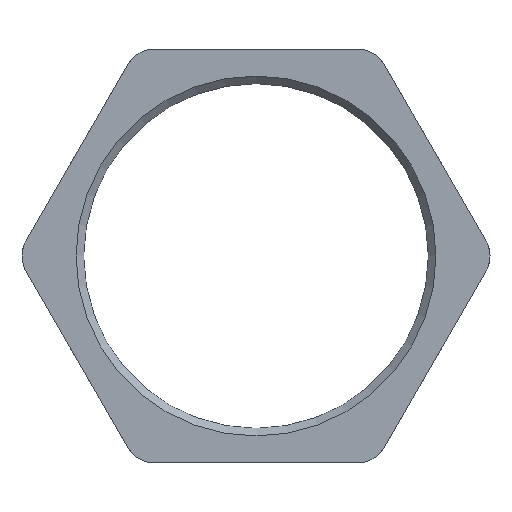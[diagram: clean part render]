
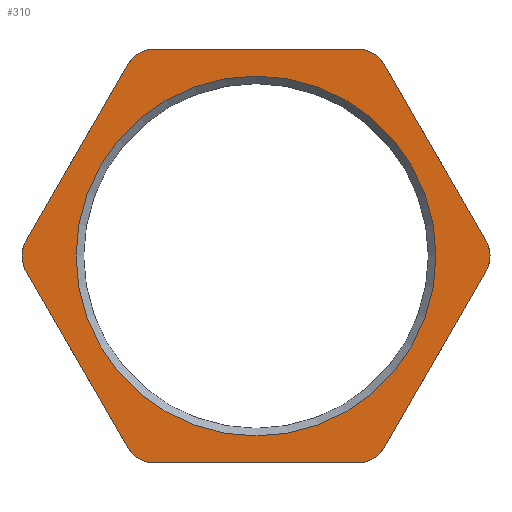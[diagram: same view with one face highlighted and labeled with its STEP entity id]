
A CAD part, front view. The second image highlights one B-rep face of the part: STEP entity #310.
In plain terms, the highlighted planar face has unit normal (0, -1, 0).
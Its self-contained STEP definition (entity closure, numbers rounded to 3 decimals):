
#24=FACE_BOUND('',#54,.T.);
#26=PLANE('',#352);
#35=FACE_OUTER_BOUND('',#53,.T.);
#53=EDGE_LOOP('',(#214,#215,#216,#217,#218,#219,#220,#221,#222,#223,#224,
#225));
#54=EDGE_LOOP('',(#226));
#81=LINE('',#482,#103);
#82=LINE('',#486,#104);
#83=LINE('',#490,#105);
#84=LINE('',#494,#106);
#85=LINE('',#498,#107);
#86=LINE('',#501,#108);
#103=VECTOR('',#389,10.);
#104=VECTOR('',#392,10.);
#105=VECTOR('',#395,10.);
#106=VECTOR('',#398,10.);
#107=VECTOR('',#401,10.);
#108=VECTOR('',#404,10.);
#123=CIRCLE('',#351,2.);
#124=CIRCLE('',#353,2.);
#125=CIRCLE('',#354,2.);
#126=CIRCLE('',#355,2.);
#127=CIRCLE('',#356,2.);
#128=CIRCLE('',#357,2.);
#129=CIRCLE('',#358,11.75);
#134=VERTEX_POINT('',#463);
#135=VERTEX_POINT('',#464);
#138=VERTEX_POINT('',#481);
#139=VERTEX_POINT('',#483);
#140=VERTEX_POINT('',#485);
#141=VERTEX_POINT('',#487);
#142=VERTEX_POINT('',#489);
#143=VERTEX_POINT('',#491);
#144=VERTEX_POINT('',#493);
#145=VERTEX_POINT('',#495);
#146=VERTEX_POINT('',#497);
#147=VERTEX_POINT('',#499);
#148=VERTEX_POINT('',#502);
#164=EDGE_CURVE('',#134,#135,#123,.T.);
#168=EDGE_CURVE('',#134,#138,#81,.T.);
#169=EDGE_CURVE('',#139,#138,#124,.T.);
#170=EDGE_CURVE('',#139,#140,#82,.T.);
#171=EDGE_CURVE('',#141,#140,#125,.T.);
#172=EDGE_CURVE('',#141,#142,#83,.T.);
#173=EDGE_CURVE('',#143,#142,#126,.T.);
#174=EDGE_CURVE('',#143,#144,#84,.T.);
#175=EDGE_CURVE('',#145,#144,#127,.T.);
#176=EDGE_CURVE('',#145,#146,#85,.T.);
#177=EDGE_CURVE('',#147,#146,#128,.T.);
#178=EDGE_CURVE('',#147,#135,#86,.T.);
#179=EDGE_CURVE('',#148,#148,#129,.T.);
#214=ORIENTED_EDGE('',*,*,#164,.F.);
#215=ORIENTED_EDGE('',*,*,#168,.T.);
#216=ORIENTED_EDGE('',*,*,#169,.F.);
#217=ORIENTED_EDGE('',*,*,#170,.T.);
#218=ORIENTED_EDGE('',*,*,#171,.F.);
#219=ORIENTED_EDGE('',*,*,#172,.T.);
#220=ORIENTED_EDGE('',*,*,#173,.F.);
#221=ORIENTED_EDGE('',*,*,#174,.T.);
#222=ORIENTED_EDGE('',*,*,#175,.F.);
#223=ORIENTED_EDGE('',*,*,#176,.T.);
#224=ORIENTED_EDGE('',*,*,#177,.F.);
#225=ORIENTED_EDGE('',*,*,#178,.T.);
#226=ORIENTED_EDGE('',*,*,#179,.F.);
#310=ADVANCED_FACE('',(#35,#24),#26,.T.);
#351=AXIS2_PLACEMENT_3D('',#465,#383,#384);
#352=AXIS2_PLACEMENT_3D('',#480,#387,#388);
#353=AXIS2_PLACEMENT_3D('',#484,#390,#391);
#354=AXIS2_PLACEMENT_3D('',#488,#393,#394);
#355=AXIS2_PLACEMENT_3D('',#492,#396,#397);
#356=AXIS2_PLACEMENT_3D('',#496,#399,#400);
#357=AXIS2_PLACEMENT_3D('',#500,#402,#403);
#358=AXIS2_PLACEMENT_3D('',#503,#405,#406);
#383=DIRECTION('center_axis',(0.,1.,0.));
#384=DIRECTION('ref_axis',(-1.,0.,0.));
#387=DIRECTION('center_axis',(0.,-1.,0.));
#388=DIRECTION('ref_axis',(0.,0.,-1.));
#389=DIRECTION('',(0.5,0.,-0.866));
#390=DIRECTION('center_axis',(0.,1.,0.));
#391=DIRECTION('ref_axis',(-0.5,0.,-0.866));
#392=DIRECTION('',(1.,0.,0.));
#393=DIRECTION('center_axis',(0.,1.,0.));
#394=DIRECTION('ref_axis',(0.5,0.,-0.866));
#395=DIRECTION('',(0.5,0.,0.866));
#396=DIRECTION('center_axis',(0.,1.,0.));
#397=DIRECTION('ref_axis',(1.,0.,0.));
#398=DIRECTION('',(-0.5,0.,0.866));
#399=DIRECTION('center_axis',(0.,1.,0.));
#400=DIRECTION('ref_axis',(0.5,0.,0.866));
#401=DIRECTION('',(-1.,0.,0.));
#402=DIRECTION('center_axis',(0.,1.,0.));
#403=DIRECTION('ref_axis',(-0.5,0.,0.866));
#404=DIRECTION('',(-0.5,0.,-0.866));
#405=DIRECTION('center_axis',(0.,-1.,0.));
#406=DIRECTION('ref_axis',(1.,0.,0.));
#463=CARTESIAN_POINT('',(-15.011,-4.,-1.));
#464=CARTESIAN_POINT('',(-15.011,-4.,1.));
#465=CARTESIAN_POINT('Origin',(-13.279,-4.,0.));
#480=CARTESIAN_POINT('Origin',(0.,-4.,0.));
#481=CARTESIAN_POINT('',(-8.372,-4.,-12.5));
#482=CARTESIAN_POINT('',(-15.588,-4.,0.));
#483=CARTESIAN_POINT('',(-6.64,-4.,-13.5));
#484=CARTESIAN_POINT('Origin',(-6.64,-4.,-11.5));
#485=CARTESIAN_POINT('',(6.64,-4.,-13.5));
#486=CARTESIAN_POINT('',(-7.794,-4.,-13.5));
#487=CARTESIAN_POINT('',(8.372,-4.,-12.5));
#488=CARTESIAN_POINT('Origin',(6.64,-4.,-11.5));
#489=CARTESIAN_POINT('',(15.011,-4.,-1.));
#490=CARTESIAN_POINT('',(7.794,-4.,-13.5));
#491=CARTESIAN_POINT('',(15.011,-4.,1.));
#492=CARTESIAN_POINT('Origin',(13.279,-4.,0.));
#493=CARTESIAN_POINT('',(8.372,-4.,12.5));
#494=CARTESIAN_POINT('',(15.588,-4.,0.));
#495=CARTESIAN_POINT('',(6.64,-4.,13.5));
#496=CARTESIAN_POINT('Origin',(6.64,-4.,11.5));
#497=CARTESIAN_POINT('',(-6.64,-4.,13.5));
#498=CARTESIAN_POINT('',(7.794,-4.,13.5));
#499=CARTESIAN_POINT('',(-8.372,-4.,12.5));
#500=CARTESIAN_POINT('Origin',(-6.64,-4.,11.5));
#501=CARTESIAN_POINT('',(-7.794,-4.,13.5));
#502=CARTESIAN_POINT('',(-11.75,-4.,0.));
#503=CARTESIAN_POINT('Origin',(0.,-4.,0.));
